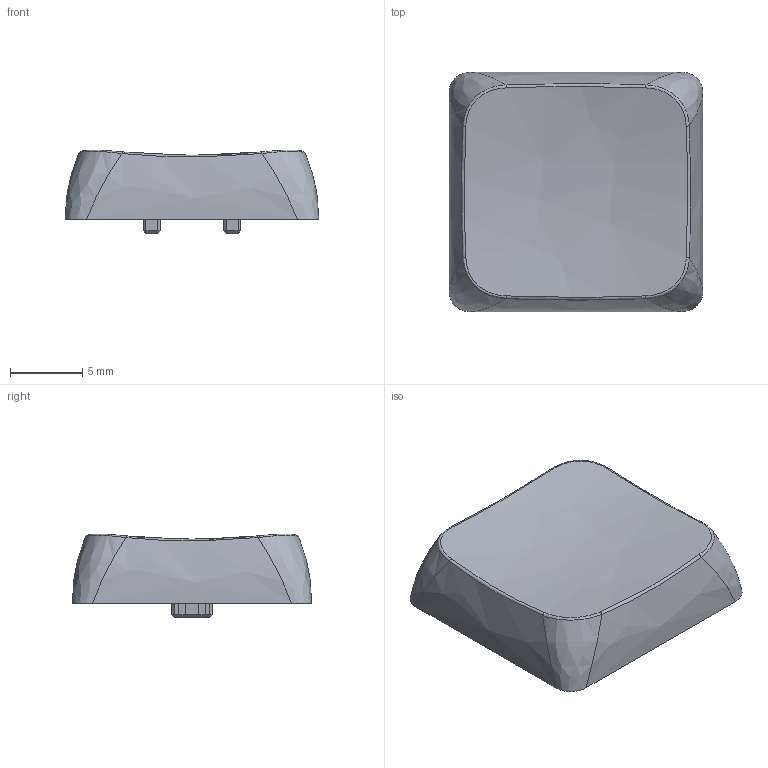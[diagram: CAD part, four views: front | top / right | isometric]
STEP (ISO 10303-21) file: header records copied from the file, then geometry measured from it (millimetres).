
FILE_DESCRIPTION(('HOOPS Exchange Step'),'2;1');
FILE_NAME('temp_export','2023-05-18T15:36:08-04:00',('mobile'),('Shapr3D Limited'),'HOOPS Exchange 2022.2','Shapr3D','Authorized');
FILE_SCHEMA( ('AUTOMOTIVE_DESIGN { 1 0 10303 214 1 1 1 1 }') );
Length unit declared in the file: millimetre
Products named in the file (2): Kailh Choc FunkMonk 1u.step; root
Assembly tree (1 placements, depth 2):
  root
    Kailh Choc FunkMonk 1u.step
Bounding box: 17.5 x 16.51 x 5.78 mm (x, y, z)
Volume: 471 mm3; surface area: 1035.1 mm2
Topology: 1 solids, 1 shells, 127 faces, 326 edges, 204 vertices
Faces by surface type: plane 92, bspline 35
Entity records: 5757 total; most frequent: CARTESIAN_POINT 2943, ORIENTED_EDGE 652, DIRECTION 428, EDGE_CURVE 326, VECTOR 240, LINE 240, VERTEX_POINT 204, EDGE_LOOP 130
